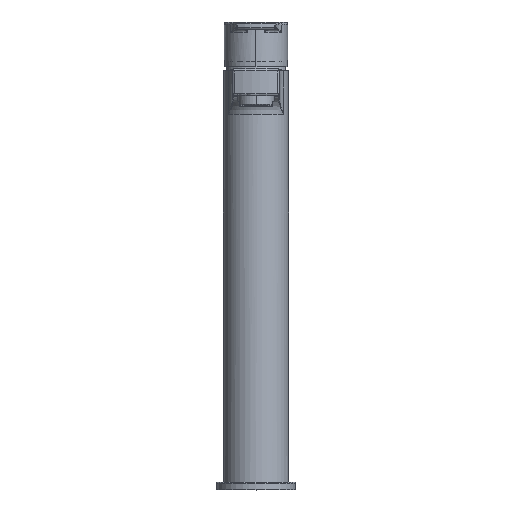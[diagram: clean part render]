
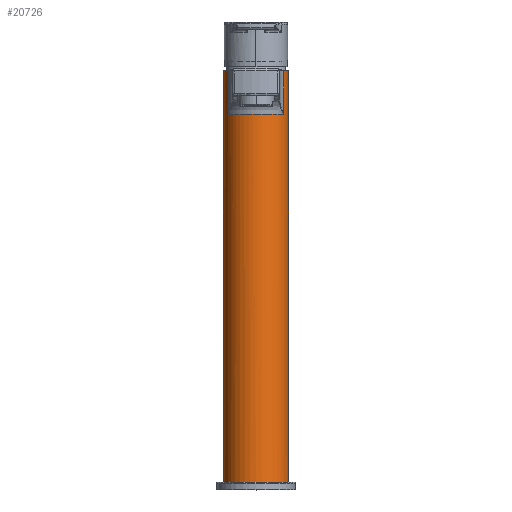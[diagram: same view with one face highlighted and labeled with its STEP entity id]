
A CAD part, top view. The second image highlights one B-rep face of the part: STEP entity #20726.
In plain terms, the highlighted cylindrical face has radius 21.6 mm (diameter 43.2 mm), a partial arc.
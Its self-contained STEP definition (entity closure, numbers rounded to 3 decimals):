
#4743=CARTESIAN_POINT('',(18.433,245.5,11.26));
#4764=CARTESIAN_POINT('',(18.433,245.5,11.26));
#4765=CARTESIAN_POINT('',(18.313,245.5,11.456));
#4766=CARTESIAN_POINT('',(18.067,245.5,11.845));
#4767=CARTESIAN_POINT('',(17.679,245.5,12.416));
#4768=CARTESIAN_POINT('',(17.274,245.5,12.975));
#4769=CARTESIAN_POINT('',(16.85,245.5,13.52));
#4770=CARTESIAN_POINT('',(16.41,245.5,14.051));
#4771=CARTESIAN_POINT('',(15.953,245.5,14.568));
#4772=CARTESIAN_POINT('',(15.479,245.5,15.07));
#4773=CARTESIAN_POINT('',(14.99,245.5,15.557));
#4774=CARTESIAN_POINT('',(14.485,245.5,16.028));
#4775=CARTESIAN_POINT('',(13.966,245.5,16.483));
#4776=CARTESIAN_POINT('',(13.432,245.5,16.92));
#4777=CARTESIAN_POINT('',(12.885,245.5,17.341));
#4778=CARTESIAN_POINT('',(12.324,245.5,17.744));
#4779=CARTESIAN_POINT('',(11.751,245.5,18.128));
#4780=CARTESIAN_POINT('',(11.166,245.5,18.494));
#4781=CARTESIAN_POINT('',(10.569,245.5,18.842));
#4782=CARTESIAN_POINT('',(9.962,245.5,19.17));
#4783=CARTESIAN_POINT('',(9.345,245.5,19.478));
#4784=CARTESIAN_POINT('',(8.718,245.5,19.767));
#4785=CARTESIAN_POINT('',(8.082,245.5,20.035));
#4786=CARTESIAN_POINT('',(7.438,245.5,20.283));
#4787=CARTESIAN_POINT('',(6.786,245.5,20.51));
#4788=CARTESIAN_POINT('',(6.127,245.5,20.717));
#4789=CARTESIAN_POINT('',(5.462,245.5,20.902));
#4790=CARTESIAN_POINT('',(4.792,245.5,21.066));
#4791=CARTESIAN_POINT('',(4.116,245.5,21.208));
#4792=CARTESIAN_POINT('',(3.437,245.5,21.329));
#4793=CARTESIAN_POINT('',(2.754,245.5,21.427));
#4794=CARTESIAN_POINT('',(2.068,245.5,21.505));
#4795=CARTESIAN_POINT('',(1.38,245.5,21.56));
#4796=CARTESIAN_POINT('',(0.69,245.5,21.593));
#4797=CARTESIAN_POINT('',(0.,245.5,21.604));
#4798=CARTESIAN_POINT('',(-0.69,245.5,21.593));
#4799=CARTESIAN_POINT('',(-1.38,245.5,21.56));
#4800=CARTESIAN_POINT('',(-2.068,245.5,21.505));
#4801=CARTESIAN_POINT('',(-2.753,245.5,21.427));
#4802=CARTESIAN_POINT('',(-3.437,245.5,21.329));
#4803=CARTESIAN_POINT('',(-4.116,245.5,21.208));
#4804=CARTESIAN_POINT('',(-4.792,245.5,21.066));
#4805=CARTESIAN_POINT('',(-5.462,245.5,20.902));
#4806=CARTESIAN_POINT('',(-6.127,245.5,20.717));
#4807=CARTESIAN_POINT('',(-6.786,245.5,20.51));
#4808=CARTESIAN_POINT('',(-7.437,245.5,20.283));
#4809=CARTESIAN_POINT('',(-8.082,245.5,20.035));
#4810=CARTESIAN_POINT('',(-8.717,245.5,19.767));
#4811=CARTESIAN_POINT('',(-9.344,245.5,19.478));
#4812=CARTESIAN_POINT('',(-9.962,245.5,19.17));
#4813=CARTESIAN_POINT('',(-10.569,245.5,18.842));
#4814=CARTESIAN_POINT('',(-11.166,245.5,18.494));
#4815=CARTESIAN_POINT('',(-11.751,245.5,18.128));
#4816=CARTESIAN_POINT('',(-12.324,245.5,17.744));
#4817=CARTESIAN_POINT('',(-12.885,245.5,17.341));
#4818=CARTESIAN_POINT('',(-13.432,245.5,16.92));
#4819=CARTESIAN_POINT('',(-13.966,245.5,16.483));
#4820=CARTESIAN_POINT('',(-14.485,245.5,16.028));
#4821=CARTESIAN_POINT('',(-14.99,245.5,15.557));
#4822=CARTESIAN_POINT('',(-15.479,245.5,15.071));
#4823=CARTESIAN_POINT('',(-15.952,245.5,14.568));
#4824=CARTESIAN_POINT('',(-16.41,245.5,14.051));
#4825=CARTESIAN_POINT('',(-16.85,245.5,13.52));
#4826=CARTESIAN_POINT('',(-17.274,245.5,12.975));
#4827=CARTESIAN_POINT('',(-17.679,245.5,12.416));
#4828=CARTESIAN_POINT('',(-18.067,245.5,11.845));
#4829=CARTESIAN_POINT('',(-18.313,245.5,11.457));
#4830=CARTESIAN_POINT('',(-18.433,245.5,11.26));
#4857=CARTESIAN_POINT('',(-18.433,245.5,11.26));
#4859=DIRECTION('',(0.,1.,0.));
#4860=VECTOR('',#4859,29.);
#4861=CARTESIAN_POINT('',(-18.433,245.5,11.26));
#4862=LINE('',#4861,#4860);
#4868=CARTESIAN_POINT('',(0.,1.,0.));
#4869=DIRECTION('',(0.,1.,0.));
#4870=DIRECTION('',(-1.,0.,0.));
#4871=AXIS2_PLACEMENT_3D('',#4868,#4869,#4870);
#4873=DIRECTION('',(0.,1.,0.));
#4874=VECTOR('',#4873,273.5);
#4875=CARTESIAN_POINT('',(-21.6,1.,0.));
#4876=LINE('',#4875,#4874);
#4877=CARTESIAN_POINT('',(0.,274.5,0.));
#4878=DIRECTION('',(0.,1.,0.));
#4879=DIRECTION('',(-1.,0.,0.));
#4880=AXIS2_PLACEMENT_3D('',#4877,#4878,#4879);
#4882=CARTESIAN_POINT('',(0.,274.5,0.));
#4883=DIRECTION('',(0.,1.,0.));
#4884=DIRECTION('',(0.853,0.,0.521));
#4885=AXIS2_PLACEMENT_3D('',#4882,#4883,#4884);
#8768=DIRECTION('',(0.,1.,0.));
#8769=VECTOR('',#8768,273.5);
#8770=CARTESIAN_POINT('',(21.6,1.,0.));
#8771=LINE('',#8770,#8769);
#9397=DIRECTION('',(0.,-1.,0.));
#9398=VECTOR('',#9397,29.);
#9399=CARTESIAN_POINT('',(18.433,274.5,11.26));
#9400=LINE('',#9399,#9398);
#10687=VERTEX_POINT('',#4857);
#10695=VERTEX_POINT('',#4743);
#10717=CARTESIAN_POINT('',(18.433,274.5,11.26));
#10718=VERTEX_POINT('',#10717);
#10727=CARTESIAN_POINT('',(-18.433,274.5,11.26));
#10728=VERTEX_POINT('',#10727);
#10775=CARTESIAN_POINT('',(-21.6,274.5,0.));
#10776=VERTEX_POINT('',#10775);
#10777=CARTESIAN_POINT('',(21.6,274.5,0.));
#10778=VERTEX_POINT('',#10777);
#12113=CARTESIAN_POINT('',(21.6,1.,0.));
#12114=CARTESIAN_POINT('',(-21.6,1.,0.));
#12115=VERTEX_POINT('',#12113);
#12116=VERTEX_POINT('',#12114);
#20705=CARTESIAN_POINT('',(0.,0.,0.));
#20706=DIRECTION('',(0.,1.,0.));
#20707=DIRECTION('',(1.,0.,0.));
#20708=AXIS2_PLACEMENT_3D('',#20705,#20706,#20707);
#20709=CYLINDRICAL_SURFACE('',#20708,21.6);
#20711=ORIENTED_EDGE('',*,*,#20710,.F.);
#20713=ORIENTED_EDGE('',*,*,#20712,.T.);
#20715=ORIENTED_EDGE('',*,*,#20714,.T.);
#20716=ORIENTED_EDGE('',*,*,#20684,.F.);
#20717=ORIENTED_EDGE('',*,*,#20577,.F.);
#20719=ORIENTED_EDGE('',*,*,#20718,.F.);
#20721=ORIENTED_EDGE('',*,*,#20720,.T.);
#20723=ORIENTED_EDGE('',*,*,#20722,.F.);
#20724=EDGE_LOOP('',(#20711,#20713,#20715,#20716,#20717,#20719,#20721,#20723));
#20725=FACE_OUTER_BOUND('',#20724,.F.);
#20726=ADVANCED_FACE('',(#20725),#20709,.T.);
#4831=B_SPLINE_CURVE_WITH_KNOTS('',3,(#4764,#4765,#4766,#4767,#4768,#4769,#4770,
#4771,#4772,#4773,#4774,#4775,#4776,#4777,#4778,#4779,#4780,#4781,#4782,#4783,
#4784,#4785,#4786,#4787,#4788,#4789,#4790,#4791,#4792,#4793,#4794,#4795,#4796,
#4797,#4798,#4799,#4800,#4801,#4802,#4803,#4804,#4805,#4806,#4807,#4808,#4809,
#4810,#4811,#4812,#4813,#4814,#4815,#4816,#4817,#4818,#4819,#4820,#4821,#4822,
#4823,#4824,#4825,#4826,#4827,#4828,#4829,#4830),.UNSPECIFIED.,.F.,.F.,(4,1,1,1,
1,1,1,1,1,1,1,1,1,1,1,1,1,1,1,1,1,1,1,1,1,1,1,1,1,1,1,1,1,1,1,1,1,1,1,1,1,1,1,1,
1,1,1,1,1,1,1,1,1,1,1,1,1,1,1,1,1,1,1,1,4),(0.,0.016,0.031,0.047,
0.063,0.078,0.094,0.109,0.125,0.141,0.156,0.172,
0.188,0.203,0.219,0.234,0.25,0.266,0.281,0.297,
0.313,0.328,0.344,0.359,0.375,0.391,0.406,
0.422,0.438,0.453,0.469,0.484,0.5,0.516,0.531,
0.547,0.563,0.578,0.594,0.609,0.625,0.641,
0.656,0.672,0.688,0.703,0.719,0.734,0.75,0.766,
0.781,0.797,0.813,0.828,0.844,0.859,0.875,
0.891,0.906,0.922,0.938,0.953,0.969,0.984,1.),
.UNSPECIFIED.);
#4872=CIRCLE('',#4871,21.6);
#4881=CIRCLE('',#4880,21.6);
#4886=CIRCLE('',#4885,21.6);
#20577=EDGE_CURVE('',#10695,#10687,#4831,.T.);
#20684=EDGE_CURVE('',#10687,#10728,#4862,.T.);
#20710=EDGE_CURVE('',#12116,#12115,#4872,.T.);
#20712=EDGE_CURVE('',#12116,#10776,#4876,.T.);
#20714=EDGE_CURVE('',#10776,#10728,#4881,.T.);
#20718=EDGE_CURVE('',#10718,#10695,#9400,.T.);
#20720=EDGE_CURVE('',#10718,#10778,#4886,.T.);
#20722=EDGE_CURVE('',#12115,#10778,#8771,.T.);
